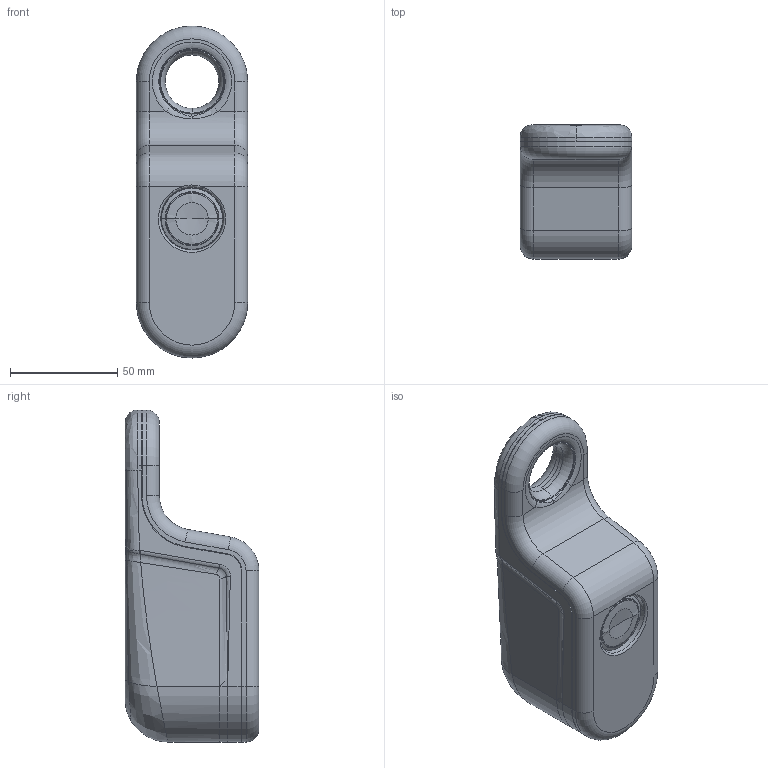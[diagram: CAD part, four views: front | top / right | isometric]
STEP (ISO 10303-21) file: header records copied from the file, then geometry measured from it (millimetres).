
FILE_DESCRIPTION((''),'2;1');
FILE_NAME('NHA7773000_ASM','2020-06-17T',('SESA56911'),('Schneider-Electric'),'PRO/ENGINEER BY PARAMETRIC TECHNOLOGY CORPORATION, 2015440','PRO/ENGINEER BY PARAMETRIC TECHNOLOGY CORPORATION, 2015440','');
FILE_SCHEMA(('CONFIG_CONTROL_DESIGN'));
Products named in the file (9): HRB9001001; HRB9002101; HRB9002001_ASM; 155951301AF6_1; W41559509XX11_1; W815595010421_ASM_1_ASM; ZB5RTA_FULL_ASM_1_ASM; C033951978_ASM; NHA7773000_ASM
Assembly tree (8 placements, depth 5):
  NHA7773000_ASM
    HRB9002001_ASM
      HRB9001001
      HRB9002101
    C033951978_ASM
      ZB5RTA_FULL_ASM_1_ASM
        W815595010421_ASM_1_ASM
          155951301AF6_1
          W41559509XX11_1
Bounding box: 52 x 62.5 x 155 mm (x, y, z)
Volume: 92099.8 mm3; surface area: 85084.8 mm2
Topology: 4 solids, 4 shells, 1139 faces, 3076 edges, 1963 vertices
Faces by surface type: plane 464, cylinder 250, bspline 227, cone 115, torus 77, sphere 6
Entity records: 58007 total; most frequent: CARTESIAN_POINT 31174, ORIENTED_EDGE 6142, DIRECTION 4886, EDGE_CURVE 3071, VERTEX_POINT 1963, AXIS2_PLACEMENT_3D 1832, VECTOR 1222, LINE 1222
